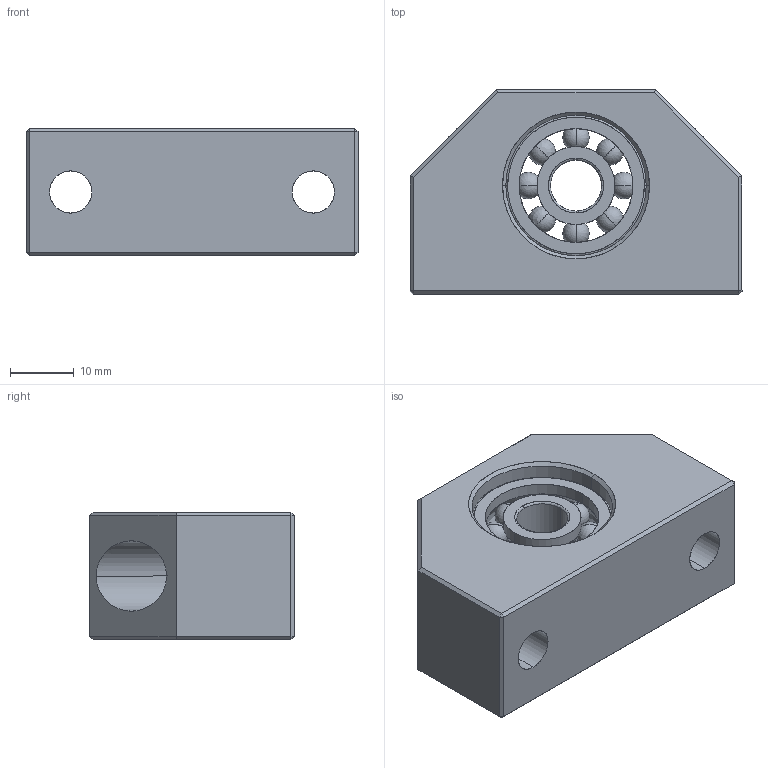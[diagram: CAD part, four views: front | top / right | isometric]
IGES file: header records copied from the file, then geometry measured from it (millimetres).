
Start section: SolidWorks IGES file using analytic representation for surfaces
Global section: file name: ﾄｫｴﾞｷﾎｱﾗ ﾀﾛｾBF 08.IGS,1; native system: 5HSolidWorks 2013; preprocessor: SolidWorks 2013; author: Administrator; date: 141022.111540; units: millimetre
Bounding box: 52 x 32 x 20 mm (x, y, z)
Surface area: 9869.1 mm2 (no closed solid volume)
Topology: 0 solids, 0 shells, 199 faces, 2940 edges, 2928 vertices
Faces by surface type: bspline 159, revolution 40
